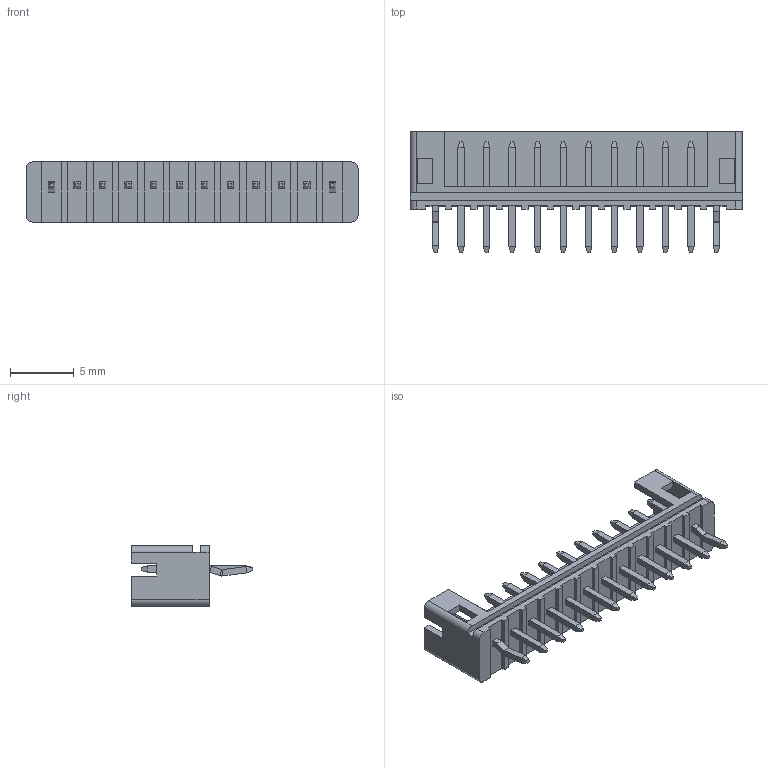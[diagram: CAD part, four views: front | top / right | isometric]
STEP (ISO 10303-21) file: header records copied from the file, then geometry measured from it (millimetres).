
FILE_DESCRIPTION (( 'STEP AP203' ), '1' );
FILE_NAME ('140-512-415-001.STEP', '2020-03-31T19:25:10', ( '' ), ( '' ), 'SwSTEP 2.0', 'SolidWorks 2016', '' );
FILE_SCHEMA (( 'CONFIG_CONTROL_DESIGN' ));
Length unit declared in the file: millimetre
Products named in the file (4): V Contact_Kink; V Contact_Str; 140-512-415-001; V Housing_512
Assembly tree (13 placements, depth 2):
  140-512-415-001
    V Housing_512
    V Contact_Kink  x2
    V Contact_Str  x10
Bounding box: 26 x 9.51 x 4.7 mm (x, y, z)
Volume: 270.1 mm3; surface area: 986.8 mm2
Topology: 13 solids, 13 shells, 334 faces, 810 edges, 500 vertices
Faces by surface type: plane 316, cylinder 16, bspline 2
Entity records: 6395 total; most frequent: CARTESIAN_POINT 1045, ORIENTED_EDGE 990, DIRECTION 907, EDGE_CURVE 495, LINE 471, VECTOR 471, VERTEX_POINT 320, AXIS2_PLACEMENT_3D 218
